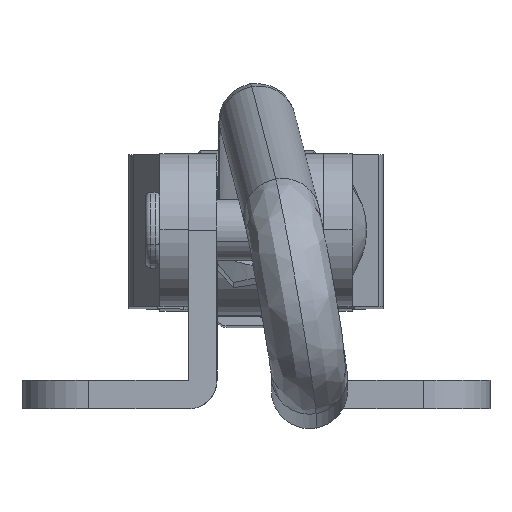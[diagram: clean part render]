
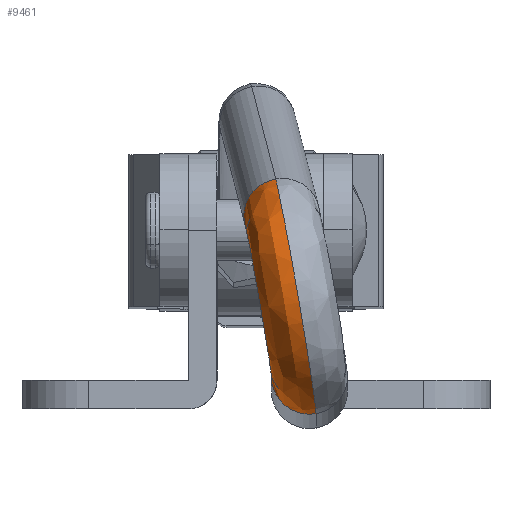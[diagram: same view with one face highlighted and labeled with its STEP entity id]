
A CAD part, left-side view. The second image highlights one B-rep face of the part: STEP entity #9461.
In plain terms, the highlighted free-form (B-spline) face has degree [3, 3] with [4, 4] control points.
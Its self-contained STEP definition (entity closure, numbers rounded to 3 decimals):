
#213 = ORIENTED_EDGE ( 'NONE', *, *, #23219, .F. ) ;
#1373 = CARTESIAN_POINT ( 'NONE',  ( -142.578, -11.091, 0. ) ) ;
#1499 = CARTESIAN_POINT ( 'NONE',  ( -145.899, -24., -8. ) ) ;
#3338 = CARTESIAN_POINT ( 'NONE',  ( -144.132, -7.405, 0. ) ) ;
#3670 = CARTESIAN_POINT ( 'NONE',  ( -139.16, -19.2, 0. ) ) ;
#3680 = DIRECTION ( 'NONE',  ( 0.388, -0.921, 0. ) ) ;
#3823 = CARTESIAN_POINT ( 'NONE',  ( -141.024, -14.777, 0. ) ) ;
#4537 = FACE_OUTER_BOUND ( 'NONE', #29043, .T. ) ;
#5728 = AXIS2_PLACEMENT_3D ( 'NONE', #1373, #17448, #3680 ) ;
#5746 = CARTESIAN_POINT ( 'NONE',  ( -157.13, -32., 0. ) ) ;
#6004 = DIRECTION ( 'NONE',  ( 1., 0., 0. ) ) ;
#6068 = VERTEX_POINT ( 'NONE', #22758 ) ;
#6154 = CARTESIAN_POINT ( 'NONE',  ( -145.899, -24., 0. ) ) ;
#7473 = EDGE_CURVE ( 'NONE', #10237, #27209, #21107, .T. ) ;
#8321 = CARTESIAN_POINT ( 'NONE',  ( -139.16, -32., 0. ) ) ;
#8346 = DIRECTION ( 'NONE',  ( -1., 0., 0. ) ) ;
#9461 = ADVANCED_FACE ( 'NONE', ( #4537 ), #15330, .T. ) ;
#10237 = VERTEX_POINT ( 'NONE', #3338 ) ;
#10623 = CARTESIAN_POINT ( 'NONE',  ( -160.691, -14.386, -8. ) ) ;
#10730 = ORIENTED_EDGE ( 'NONE', *, *, #15668, .T. ) ;
#10754 = CARTESIAN_POINT ( 'NONE',  ( -139.16, -32., 0. ) ) ;
#11707 = DIRECTION ( 'NONE',  ( 0., 0., 1. ) ) ;
#12161 = ORIENTED_EDGE ( 'NONE', *, *, #27190, .T. ) ;
#12926 = CARTESIAN_POINT ( 'NONE',  ( -139.16, -32., -8. ) ) ;
#14717 = AXIS2_PLACEMENT_3D ( 'NONE', #3670, #19734, #6004 ) ;
#14863 = CARTESIAN_POINT ( 'NONE',  ( -160.691, -14.386, 0. ) ) ;
#15245 = CARTESIAN_POINT ( 'NONE',  ( -147.234, -17.395, -8. ) ) ;
#15330 =( BOUNDED_SURFACE ( )  B_SPLINE_SURFACE ( 3, 3, ( 
 ( #22066, #14863, #5746, #8321 ),
 ( #24363, #10623, #26640, #12926 ),
 ( #28965, #15245, #1499, #17580 ),
 ( #3823, #19868, #6154, #22156 ) ),
 .UNSPECIFIED., .F., .F., .T. ) 
 B_SPLINE_SURFACE_WITH_KNOTS ( ( 4, 4 ),
 ( 4, 4 ),
 ( 0., 1. ),
 ( 0., 1. ),
 .UNSPECIFIED. ) 
 GEOMETRIC_REPRESENTATION_ITEM ( )  RATIONAL_B_SPLINE_SURFACE ( (
 ( 1., 0.465, 0.465, 1.),
 ( 0.333, 0.155, 0.155, 0.333),
 ( 0.333, 0.155, 0.155, 0.333),
 ( 1., 0.465, 0.465, 1.) ) ) 
 REPRESENTATION_ITEM ( '' )  SURFACE ( )  );
#15668 = EDGE_CURVE ( 'NONE', #28865, #6068, #24275, .T. ) ;
#17448 = DIRECTION ( 'NONE',  ( 0.921, 0.388, 0. ) ) ;
#17580 = CARTESIAN_POINT ( 'NONE',  ( -139.16, -24., -8. ) ) ;
#19734 = DIRECTION ( 'NONE',  ( 0., 0., 1. ) ) ;
#19868 = CARTESIAN_POINT ( 'NONE',  ( -147.234, -17.395, 0. ) ) ;
#21107 = CIRCLE ( 'NONE', #26715, 12.8 ) ;
#22066 = CARTESIAN_POINT ( 'NONE',  ( -144.132, -7.405, 0. ) ) ;
#22093 = CARTESIAN_POINT ( 'NONE',  ( -139.16, -28., 0. ) ) ;
#22156 = CARTESIAN_POINT ( 'NONE',  ( -139.16, -24., 0. ) ) ;
#22493 = AXIS2_PLACEMENT_3D ( 'NONE', #22093, #8346, #24386 ) ;
#22758 = CARTESIAN_POINT ( 'NONE',  ( -139.16, -24., 0. ) ) ;
#23219 = EDGE_CURVE ( 'NONE', #28865, #10237, #28192, .T. ) ;
#24275 = CIRCLE ( 'NONE', #14717, 4.8 ) ;
#24363 = CARTESIAN_POINT ( 'NONE',  ( -144.132, -7.405, -8. ) ) ;
#24386 = DIRECTION ( 'NONE',  ( 0., -1., 0. ) ) ;
#25275 = CARTESIAN_POINT ( 'NONE',  ( -141.024, -14.777, 0. ) ) ;
#25437 = CARTESIAN_POINT ( 'NONE',  ( -139.16, -19.2, 0. ) ) ;
#26621 = CIRCLE ( 'NONE', #22493, 4. ) ;
#26640 = CARTESIAN_POINT ( 'NONE',  ( -157.13, -32., -8. ) ) ;
#26715 = AXIS2_PLACEMENT_3D ( 'NONE', #25437, #11707, #27725 ) ;
#27190 = EDGE_CURVE ( 'NONE', #6068, #27209, #26621, .T. ) ;
#27209 = VERTEX_POINT ( 'NONE', #10754 ) ;
#27725 = DIRECTION ( 'NONE',  ( 1., 0., 0. ) ) ;
#28192 = CIRCLE ( 'NONE', #5728, 4. ) ;
#28617 = ORIENTED_EDGE ( 'NONE', *, *, #7473, .F. ) ;
#28865 = VERTEX_POINT ( 'NONE', #25275 ) ;
#28965 = CARTESIAN_POINT ( 'NONE',  ( -141.024, -14.777, -8. ) ) ;
#29043 = EDGE_LOOP ( 'NONE', ( #213, #10730, #12161, #28617 ) ) ;
